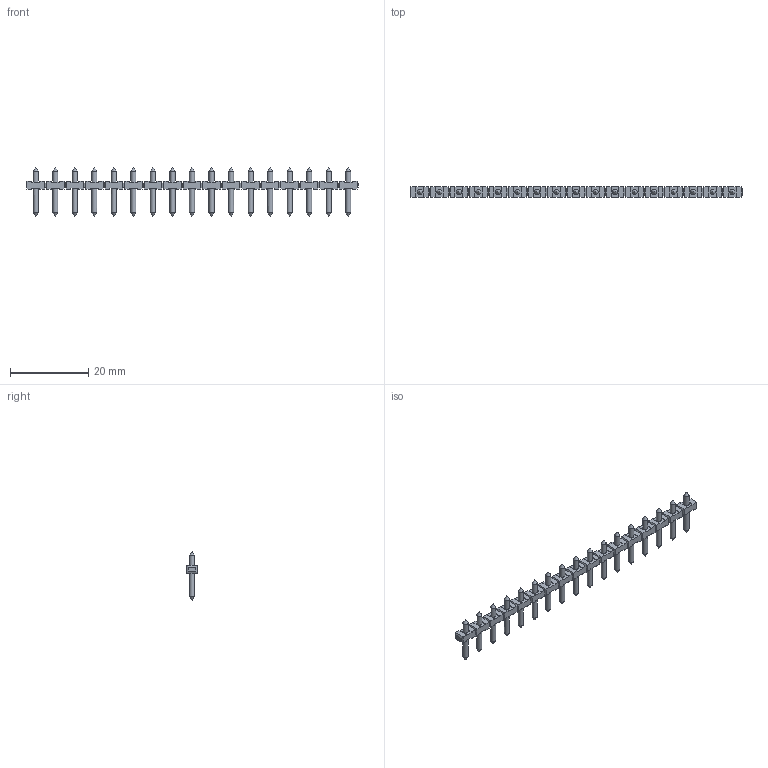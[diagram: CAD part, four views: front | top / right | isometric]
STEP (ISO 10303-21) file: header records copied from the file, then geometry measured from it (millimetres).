
FILE_DESCRIPTION(('STEP AP214'),'1');
FILE_NAME('PVS17-5.stp','2018-11-21T09:03:03',(' '),(' '),'Spatial InterOp 3D',' ',' ');
FILE_SCHEMA(('AUTOMOTIVE_DESIGN { 1 0 10303 214 1 1 1 1 }'));
Length unit declared in the file: metre
Products named in the file (1): 1
Bounding box: 85 x 2.8 x 12.5 mm (x, y, z)
Volume: 636.2 mm3; surface area: 1548.9 mm2
Topology: 1 solids, 1 shells, 410 faces, 1041 edges, 633 vertices
Faces by surface type: plane 342, cone 34, cylinder 34
Full cylindrical faces by diameter (mm): 1.3 x34
Entity records: 14237 total; most frequent: CARTESIAN_POINT 1881, DIRECTION 1778, ORIENTED_EDGE 1776, EDGE_CURVE 888, LINE 820, VECTOR 820, VERTEX_POINT 582, AXIS2_PLACEMENT_3D 479
